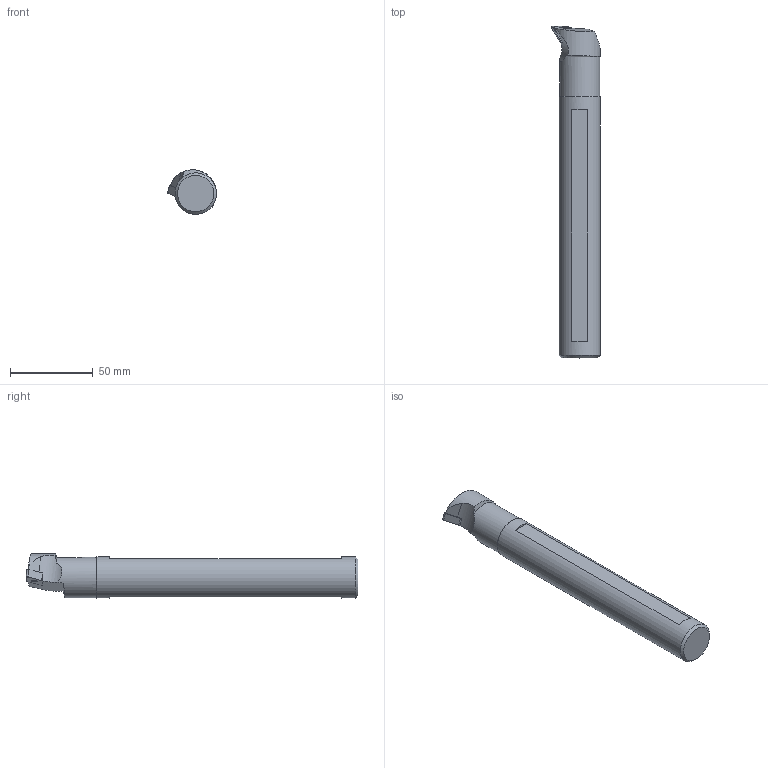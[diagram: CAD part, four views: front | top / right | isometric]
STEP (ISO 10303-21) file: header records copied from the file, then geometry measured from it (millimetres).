
FILE_DESCRIPTION(/* description */ (''),/* implementation_level */ '2;1');
FILE_NAME(/* name */ 'A25R-PDUNL11.stp',/* time_stamp */ '2023-01-04T11:02:52+01:00',/* author */ (''),/* organization */ (''),/* preprocessor_version */ 'ST-DEVELOPER v16.7',/* originating_system */ 'SIEMENS PLM Software NX 12.0',/* authorisation */ '');
FILE_SCHEMA (('AUTOMOTIVE_DESIGN { 1 0 10303 214 3 1 1 1 }'));
Length unit declared in the file: millimetre
Products named in the file (1): kl6244A817E2y58v
Bounding box: 29.48 x 200.49 x 26.9 mm (x, y, z)
Volume: 89712.5 mm3; surface area: 18903.7 mm2
Topology: 2 solids, 3 shells, 38 faces, 87 edges, 57 vertices
Faces by surface type: plane 23, cylinder 11, cone 4
Full cylindrical faces by diameter (mm): 3.8 x1, 4.808 x1, 24.3 x1, 25 x1
Entity records: 1082 total; most frequent: CARTESIAN_POINT 198, DIRECTION 184, ORIENTED_EDGE 156, EDGE_CURVE 78, AXIS2_PLACEMENT_3D 72, VERTEX_POINT 55, EDGE_LOOP 49, LINE 40
